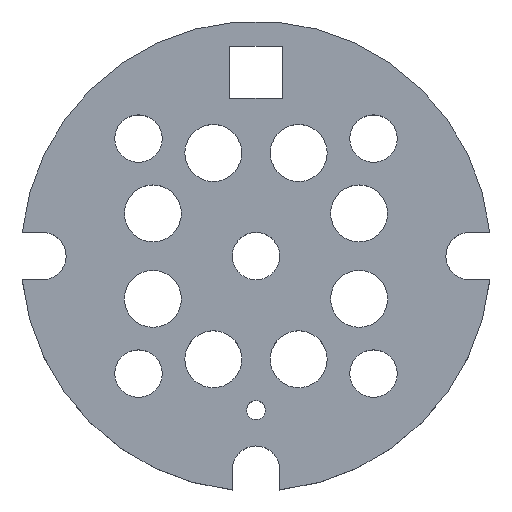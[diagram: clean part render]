
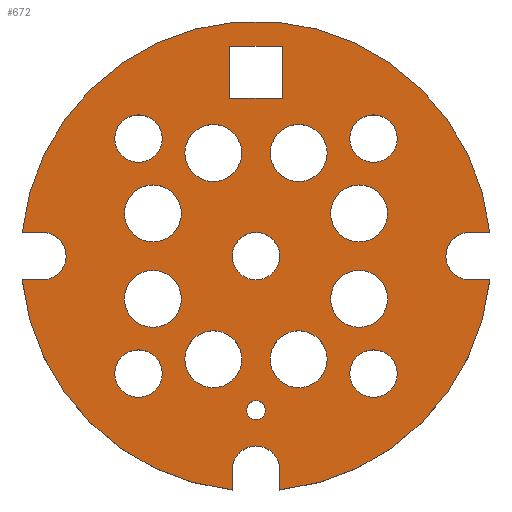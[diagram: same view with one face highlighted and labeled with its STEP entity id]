
A CAD part, top view. The second image highlights one B-rep face of the part: STEP entity #672.
In plain terms, the highlighted planar face has unit normal (0, 0, 1).
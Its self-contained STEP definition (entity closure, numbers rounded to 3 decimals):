
#30=FACE_BOUND('',#136,.T.);
#31=FACE_BOUND('',#137,.T.);
#32=FACE_BOUND('',#138,.T.);
#33=FACE_BOUND('',#139,.T.);
#34=FACE_BOUND('',#140,.T.);
#35=FACE_BOUND('',#141,.T.);
#36=FACE_BOUND('',#142,.T.);
#37=FACE_BOUND('',#143,.T.);
#38=FACE_BOUND('',#144,.T.);
#39=FACE_BOUND('',#145,.T.);
#40=FACE_BOUND('',#146,.T.);
#41=FACE_BOUND('',#147,.T.);
#42=FACE_BOUND('',#148,.T.);
#43=FACE_BOUND('',#149,.T.);
#44=FACE_BOUND('',#150,.T.);
#56=PLANE('',#767);
#88=FACE_OUTER_BOUND('',#135,.T.);
#135=EDGE_LOOP('',(#591,#592,#593,#594,#595,#596,#597,#598,#599,#600,#601,
#602));
#136=EDGE_LOOP('',(#603));
#137=EDGE_LOOP('',(#604));
#138=EDGE_LOOP('',(#605));
#139=EDGE_LOOP('',(#606));
#140=EDGE_LOOP('',(#607));
#141=EDGE_LOOP('',(#608));
#142=EDGE_LOOP('',(#609));
#143=EDGE_LOOP('',(#610));
#144=EDGE_LOOP('',(#611));
#145=EDGE_LOOP('',(#612,#613,#614,#615));
#146=EDGE_LOOP('',(#616));
#147=EDGE_LOOP('',(#617));
#148=EDGE_LOOP('',(#618));
#149=EDGE_LOOP('',(#619));
#150=EDGE_LOOP('',(#620));
#154=LINE('',#978,#204);
#158=LINE('',#985,#208);
#162=LINE('',#999,#212);
#166=LINE('',#1006,#216);
#176=LINE('',#1068,#226);
#178=LINE('',#1071,#228);
#189=LINE('',#1112,#239);
#191=LINE('',#1116,#241);
#193=LINE('',#1120,#243);
#195=LINE('',#1123,#245);
#204=VECTOR('',#781,10.);
#208=VECTOR('',#787,10.);
#212=VECTOR('',#799,10.);
#216=VECTOR('',#805,10.);
#226=VECTOR('',#867,10.);
#228=VECTOR('',#871,10.);
#239=VECTOR('',#920,10.);
#241=VECTOR('',#924,10.);
#243=VECTOR('',#928,10.);
#245=VECTOR('',#932,10.);
#252=CIRCLE('',#698,0.5);
#254=CIRCLE('',#703,0.5);
#273=CIRCLE('',#726,4.95);
#274=CIRCLE('',#728,4.95);
#275=CIRCLE('',#730,0.5);
#276=CIRCLE('',#734,0.6);
#277=CIRCLE('',#736,0.6);
#278=CIRCLE('',#738,0.6);
#279=CIRCLE('',#740,0.6);
#280=CIRCLE('',#742,0.6);
#281=CIRCLE('',#744,0.2);
#282=CIRCLE('',#746,0.6);
#283=CIRCLE('',#748,0.6);
#284=CIRCLE('',#750,0.6);
#285=CIRCLE('',#756,0.5);
#286=CIRCLE('',#758,0.5);
#287=CIRCLE('',#760,0.5);
#288=CIRCLE('',#762,0.5);
#289=CIRCLE('',#764,0.5);
#290=CIRCLE('',#766,4.95);
#293=VERTEX_POINT('',#969);
#294=VERTEX_POINT('',#971);
#296=VERTEX_POINT('',#977);
#298=VERTEX_POINT('',#983);
#301=VERTEX_POINT('',#990);
#302=VERTEX_POINT('',#992);
#304=VERTEX_POINT('',#998);
#306=VERTEX_POINT('',#1004);
#329=VERTEX_POINT('',#1055);
#330=VERTEX_POINT('',#1061);
#331=VERTEX_POINT('',#1063);
#332=VERTEX_POINT('',#1067);
#333=VERTEX_POINT('',#1073);
#334=VERTEX_POINT('',#1077);
#335=VERTEX_POINT('',#1081);
#336=VERTEX_POINT('',#1085);
#337=VERTEX_POINT('',#1089);
#338=VERTEX_POINT('',#1093);
#339=VERTEX_POINT('',#1097);
#340=VERTEX_POINT('',#1101);
#341=VERTEX_POINT('',#1105);
#342=VERTEX_POINT('',#1109);
#343=VERTEX_POINT('',#1111);
#344=VERTEX_POINT('',#1115);
#345=VERTEX_POINT('',#1119);
#346=VERTEX_POINT('',#1125);
#347=VERTEX_POINT('',#1129);
#348=VERTEX_POINT('',#1133);
#349=VERTEX_POINT('',#1137);
#350=VERTEX_POINT('',#1141);
#353=EDGE_CURVE('',#294,#293,#252,.T.);
#356=EDGE_CURVE('',#296,#294,#154,.T.);
#360=EDGE_CURVE('',#293,#298,#158,.T.);
#363=EDGE_CURVE('',#302,#301,#254,.T.);
#366=EDGE_CURVE('',#304,#302,#162,.T.);
#370=EDGE_CURVE('',#301,#306,#166,.T.);
#395=EDGE_CURVE('',#329,#304,#273,.T.);
#397=EDGE_CURVE('',#306,#296,#274,.T.);
#399=EDGE_CURVE('',#331,#330,#275,.T.);
#401=EDGE_CURVE('',#332,#331,#176,.T.);
#403=EDGE_CURVE('',#330,#329,#178,.T.);
#404=EDGE_CURVE('',#333,#333,#276,.T.);
#406=EDGE_CURVE('',#334,#334,#277,.T.);
#408=EDGE_CURVE('',#335,#335,#278,.T.);
#410=EDGE_CURVE('',#336,#336,#279,.T.);
#412=EDGE_CURVE('',#337,#337,#280,.T.);
#414=EDGE_CURVE('',#338,#338,#281,.T.);
#416=EDGE_CURVE('',#339,#339,#282,.T.);
#418=EDGE_CURVE('',#340,#340,#283,.T.);
#420=EDGE_CURVE('',#341,#341,#284,.T.);
#423=EDGE_CURVE('',#343,#342,#189,.T.);
#425=EDGE_CURVE('',#344,#343,#191,.T.);
#427=EDGE_CURVE('',#345,#344,#193,.T.);
#429=EDGE_CURVE('',#342,#345,#195,.T.);
#430=EDGE_CURVE('',#346,#346,#285,.T.);
#432=EDGE_CURVE('',#347,#347,#286,.T.);
#434=EDGE_CURVE('',#348,#348,#287,.T.);
#436=EDGE_CURVE('',#349,#349,#288,.T.);
#438=EDGE_CURVE('',#350,#350,#289,.T.);
#440=EDGE_CURVE('',#298,#332,#290,.T.);
#591=ORIENTED_EDGE('',*,*,#360,.T.);
#592=ORIENTED_EDGE('',*,*,#440,.T.);
#593=ORIENTED_EDGE('',*,*,#401,.T.);
#594=ORIENTED_EDGE('',*,*,#399,.T.);
#595=ORIENTED_EDGE('',*,*,#403,.T.);
#596=ORIENTED_EDGE('',*,*,#395,.T.);
#597=ORIENTED_EDGE('',*,*,#366,.T.);
#598=ORIENTED_EDGE('',*,*,#363,.T.);
#599=ORIENTED_EDGE('',*,*,#370,.T.);
#600=ORIENTED_EDGE('',*,*,#397,.T.);
#601=ORIENTED_EDGE('',*,*,#356,.T.);
#602=ORIENTED_EDGE('',*,*,#353,.T.);
#603=ORIENTED_EDGE('',*,*,#404,.T.);
#604=ORIENTED_EDGE('',*,*,#406,.T.);
#605=ORIENTED_EDGE('',*,*,#408,.T.);
#606=ORIENTED_EDGE('',*,*,#410,.T.);
#607=ORIENTED_EDGE('',*,*,#412,.T.);
#608=ORIENTED_EDGE('',*,*,#414,.T.);
#609=ORIENTED_EDGE('',*,*,#416,.T.);
#610=ORIENTED_EDGE('',*,*,#418,.T.);
#611=ORIENTED_EDGE('',*,*,#420,.T.);
#612=ORIENTED_EDGE('',*,*,#427,.T.);
#613=ORIENTED_EDGE('',*,*,#425,.T.);
#614=ORIENTED_EDGE('',*,*,#423,.T.);
#615=ORIENTED_EDGE('',*,*,#429,.T.);
#616=ORIENTED_EDGE('',*,*,#438,.T.);
#617=ORIENTED_EDGE('',*,*,#436,.T.);
#618=ORIENTED_EDGE('',*,*,#434,.T.);
#619=ORIENTED_EDGE('',*,*,#432,.T.);
#620=ORIENTED_EDGE('',*,*,#430,.T.);
#672=ADVANCED_FACE('',(#88,#30,#31,#32,#33,#34,#35,#36,#37,#38,#39,#40,
#41,#42,#43,#44),#56,.T.);
#698=AXIS2_PLACEMENT_3D('',#972,#775,#776);
#703=AXIS2_PLACEMENT_3D('',#993,#793,#794);
#726=AXIS2_PLACEMENT_3D('',#1056,#852,#853);
#728=AXIS2_PLACEMENT_3D('',#1059,#857,#858);
#730=AXIS2_PLACEMENT_3D('',#1064,#862,#863);
#734=AXIS2_PLACEMENT_3D('',#1074,#874,#875);
#736=AXIS2_PLACEMENT_3D('',#1078,#879,#880);
#738=AXIS2_PLACEMENT_3D('',#1082,#884,#885);
#740=AXIS2_PLACEMENT_3D('',#1086,#889,#890);
#742=AXIS2_PLACEMENT_3D('',#1090,#894,#895);
#744=AXIS2_PLACEMENT_3D('',#1094,#899,#900);
#746=AXIS2_PLACEMENT_3D('',#1098,#904,#905);
#748=AXIS2_PLACEMENT_3D('',#1102,#909,#910);
#750=AXIS2_PLACEMENT_3D('',#1106,#914,#915);
#756=AXIS2_PLACEMENT_3D('',#1126,#935,#936);
#758=AXIS2_PLACEMENT_3D('',#1130,#940,#941);
#760=AXIS2_PLACEMENT_3D('',#1134,#945,#946);
#762=AXIS2_PLACEMENT_3D('',#1138,#950,#951);
#764=AXIS2_PLACEMENT_3D('',#1142,#955,#956);
#766=AXIS2_PLACEMENT_3D('',#1145,#960,#961);
#767=AXIS2_PLACEMENT_3D('',#1146,#962,#963);
#775=DIRECTION('center_axis',(0.,0.,-1.));
#776=DIRECTION('ref_axis',(-1.,0.,0.));
#781=DIRECTION('',(-1.,0.,0.));
#787=DIRECTION('',(1.,0.,0.));
#793=DIRECTION('center_axis',(0.,0.,-1.));
#794=DIRECTION('ref_axis',(0.,1.,0.));
#799=DIRECTION('',(0.,1.,0.));
#805=DIRECTION('',(0.,-1.,0.));
#852=DIRECTION('center_axis',(0.,0.,1.));
#853=DIRECTION('ref_axis',(1.,0.,0.));
#857=DIRECTION('center_axis',(0.,0.,1.));
#858=DIRECTION('ref_axis',(1.,0.,0.));
#862=DIRECTION('center_axis',(0.,0.,-1.));
#863=DIRECTION('ref_axis',(1.,0.,0.));
#867=DIRECTION('',(1.,0.,0.));
#871=DIRECTION('',(-1.,0.,0.));
#874=DIRECTION('center_axis',(0.,0.,-1.));
#875=DIRECTION('ref_axis',(1.,0.,0.));
#879=DIRECTION('center_axis',(0.,0.,-1.));
#880=DIRECTION('ref_axis',(1.,0.,0.));
#884=DIRECTION('center_axis',(0.,0.,-1.));
#885=DIRECTION('ref_axis',(1.,0.,0.));
#889=DIRECTION('center_axis',(0.,0.,-1.));
#890=DIRECTION('ref_axis',(1.,0.,0.));
#894=DIRECTION('center_axis',(0.,0.,-1.));
#895=DIRECTION('ref_axis',(1.,0.,0.));
#899=DIRECTION('center_axis',(0.,0.,-1.));
#900=DIRECTION('ref_axis',(1.,0.,0.));
#904=DIRECTION('center_axis',(0.,0.,-1.));
#905=DIRECTION('ref_axis',(1.,0.,0.));
#909=DIRECTION('center_axis',(0.,0.,-1.));
#910=DIRECTION('ref_axis',(1.,0.,0.));
#914=DIRECTION('center_axis',(0.,0.,-1.));
#915=DIRECTION('ref_axis',(1.,0.,0.));
#920=DIRECTION('',(0.,1.,0.));
#924=DIRECTION('',(-1.,0.,0.));
#928=DIRECTION('',(0.,-1.,0.));
#932=DIRECTION('',(1.,0.,0.));
#935=DIRECTION('center_axis',(0.,0.,-1.));
#936=DIRECTION('ref_axis',(-1.,0.,0.));
#940=DIRECTION('center_axis',(0.,0.,-1.));
#941=DIRECTION('ref_axis',(-1.,0.,0.));
#945=DIRECTION('center_axis',(0.,0.,-1.));
#946=DIRECTION('ref_axis',(-1.,0.,0.));
#950=DIRECTION('center_axis',(0.,0.,-1.));
#951=DIRECTION('ref_axis',(-1.,0.,0.));
#955=DIRECTION('center_axis',(0.,0.,-1.));
#956=DIRECTION('ref_axis',(-1.,0.,0.));
#960=DIRECTION('center_axis',(0.,0.,1.));
#961=DIRECTION('ref_axis',(1.,0.,0.));
#962=DIRECTION('center_axis',(0.,0.,1.));
#963=DIRECTION('ref_axis',(1.,0.,0.));
#969=CARTESIAN_POINT('',(4.5,0.5,1.5));
#971=CARTESIAN_POINT('',(4.5,-0.5,1.5));
#972=CARTESIAN_POINT('Origin',(4.5,0.,1.5));
#977=CARTESIAN_POINT('',(4.925,-0.5,1.5));
#978=CARTESIAN_POINT('',(2.475,-0.5,1.5));
#983=CARTESIAN_POINT('',(4.925,0.5,1.5));
#985=CARTESIAN_POINT('',(2.25,0.5,1.5));
#990=CARTESIAN_POINT('',(0.5,-4.5,1.5));
#992=CARTESIAN_POINT('',(-0.5,-4.5,1.5));
#993=CARTESIAN_POINT('Origin',(0.,-4.5,1.5));
#998=CARTESIAN_POINT('',(-0.5,-4.925,1.5));
#999=CARTESIAN_POINT('',(-0.5,-2.475,1.5));
#1004=CARTESIAN_POINT('',(0.5,-4.925,1.5));
#1006=CARTESIAN_POINT('',(0.5,-2.25,1.5));
#1055=CARTESIAN_POINT('',(-4.925,-0.5,1.5));
#1056=CARTESIAN_POINT('Origin',(0.,0.,1.5));
#1059=CARTESIAN_POINT('Origin',(0.,0.,1.5));
#1061=CARTESIAN_POINT('',(-4.5,-0.5,1.5));
#1063=CARTESIAN_POINT('',(-4.5,0.5,1.5));
#1064=CARTESIAN_POINT('Origin',(-4.5,0.,1.5));
#1067=CARTESIAN_POINT('',(-4.925,0.5,1.5));
#1068=CARTESIAN_POINT('',(-2.475,0.5,1.5));
#1071=CARTESIAN_POINT('',(-2.25,-0.5,1.5));
#1073=CARTESIAN_POINT('',(-1.5,2.173,1.5));
#1074=CARTESIAN_POINT('Origin',(-0.9,2.173,1.5));
#1077=CARTESIAN_POINT('',(0.3,-2.173,1.5));
#1078=CARTESIAN_POINT('Origin',(0.9,-2.173,1.5));
#1081=CARTESIAN_POINT('',(1.573,-0.9,1.5));
#1082=CARTESIAN_POINT('Origin',(2.173,-0.9,1.5));
#1085=CARTESIAN_POINT('',(-1.5,-2.173,1.5));
#1086=CARTESIAN_POINT('Origin',(-0.9,-2.173,1.5));
#1089=CARTESIAN_POINT('',(-2.773,-0.9,1.5));
#1090=CARTESIAN_POINT('Origin',(-2.173,-0.9,1.5));
#1093=CARTESIAN_POINT('',(-0.2,-3.245,1.5));
#1094=CARTESIAN_POINT('Origin',(0.,-3.245,1.5));
#1097=CARTESIAN_POINT('',(-2.773,0.9,1.5));
#1098=CARTESIAN_POINT('Origin',(-2.173,0.9,1.5));
#1101=CARTESIAN_POINT('',(1.573,0.9,1.5));
#1102=CARTESIAN_POINT('Origin',(2.173,0.9,1.5));
#1105=CARTESIAN_POINT('',(0.3,2.173,1.5));
#1106=CARTESIAN_POINT('Origin',(0.9,2.173,1.5));
#1109=CARTESIAN_POINT('',(-0.55,4.421,1.5));
#1111=CARTESIAN_POINT('',(-0.55,3.321,1.5));
#1112=CARTESIAN_POINT('',(-0.55,1.66,1.5));
#1115=CARTESIAN_POINT('',(0.55,3.321,1.5));
#1116=CARTESIAN_POINT('',(0.275,3.321,1.5));
#1119=CARTESIAN_POINT('',(0.55,4.421,1.5));
#1120=CARTESIAN_POINT('',(0.55,2.21,1.5));
#1123=CARTESIAN_POINT('',(-0.275,4.421,1.5));
#1125=CARTESIAN_POINT('',(-1.975,2.475,1.5));
#1126=CARTESIAN_POINT('Origin',(-2.475,2.475,1.5));
#1129=CARTESIAN_POINT('',(2.975,2.475,1.5));
#1130=CARTESIAN_POINT('Origin',(2.475,2.475,1.5));
#1133=CARTESIAN_POINT('',(2.975,-2.475,1.5));
#1134=CARTESIAN_POINT('Origin',(2.475,-2.475,1.5));
#1137=CARTESIAN_POINT('',(-1.975,-2.475,1.5));
#1138=CARTESIAN_POINT('Origin',(-2.475,-2.475,1.5));
#1141=CARTESIAN_POINT('',(0.5,0.,1.5));
#1142=CARTESIAN_POINT('Origin',(0.,0.,1.5));
#1145=CARTESIAN_POINT('Origin',(0.,0.,1.5));
#1146=CARTESIAN_POINT('Origin',(0.,0.,1.5));
